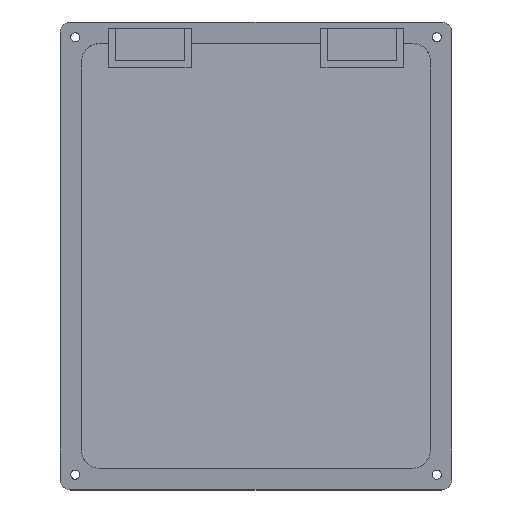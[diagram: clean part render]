
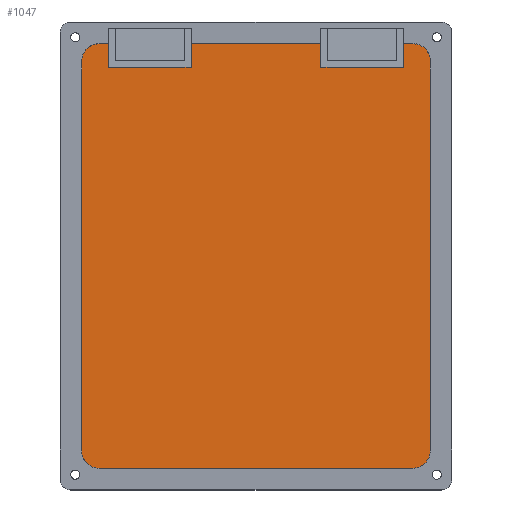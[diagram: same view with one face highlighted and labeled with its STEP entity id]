
A CAD part, top view. The second image highlights one B-rep face of the part: STEP entity #1047.
In plain terms, the highlighted planar face has unit normal (0, 0, 1).
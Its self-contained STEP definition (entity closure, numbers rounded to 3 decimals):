
#28=PLANE('',#1122);
#72=FACE_OUTER_BOUND('',#131,.T.);
#131=EDGE_LOOP('',(#730,#731,#732,#733,#734,#735,#736,#737,#738,#739,#740,
#741,#742,#743,#744,#745));
#216=LINE('',#1526,#336);
#217=LINE('',#1530,#337);
#218=LINE('',#1532,#338);
#219=LINE('',#1534,#339);
#220=LINE('',#1536,#340);
#221=LINE('',#1538,#341);
#222=LINE('',#1540,#342);
#223=LINE('',#1542,#343);
#224=LINE('',#1544,#344);
#225=LINE('',#1546,#345);
#226=LINE('',#1550,#346);
#227=LINE('',#1553,#347);
#336=VECTOR('',#1222,10.);
#337=VECTOR('',#1225,10.);
#338=VECTOR('',#1226,10.);
#339=VECTOR('',#1227,10.);
#340=VECTOR('',#1228,10.);
#341=VECTOR('',#1229,10.);
#342=VECTOR('',#1230,10.);
#343=VECTOR('',#1231,10.);
#344=VECTOR('',#1232,10.);
#345=VECTOR('',#1233,10.);
#346=VECTOR('',#1236,10.);
#347=VECTOR('',#1239,10.);
#454=CIRCLE('',#1120,4.);
#455=CIRCLE('',#1123,4.);
#456=CIRCLE('',#1124,4.);
#457=CIRCLE('',#1125,4.);
#474=VERTEX_POINT('',#1516);
#475=VERTEX_POINT('',#1517);
#478=VERTEX_POINT('',#1525);
#479=VERTEX_POINT('',#1527);
#480=VERTEX_POINT('',#1529);
#481=VERTEX_POINT('',#1531);
#482=VERTEX_POINT('',#1533);
#483=VERTEX_POINT('',#1535);
#484=VERTEX_POINT('',#1537);
#485=VERTEX_POINT('',#1539);
#486=VERTEX_POINT('',#1541);
#487=VERTEX_POINT('',#1543);
#488=VERTEX_POINT('',#1545);
#489=VERTEX_POINT('',#1547);
#490=VERTEX_POINT('',#1549);
#491=VERTEX_POINT('',#1551);
#574=EDGE_CURVE('',#474,#475,#454,.T.);
#578=EDGE_CURVE('',#478,#475,#216,.T.);
#579=EDGE_CURVE('',#478,#479,#455,.T.);
#580=EDGE_CURVE('',#480,#479,#217,.T.);
#581=EDGE_CURVE('',#480,#481,#218,.T.);
#582=EDGE_CURVE('',#481,#482,#219,.T.);
#583=EDGE_CURVE('',#482,#483,#220,.T.);
#584=EDGE_CURVE('',#484,#483,#221,.T.);
#585=EDGE_CURVE('',#484,#485,#222,.T.);
#586=EDGE_CURVE('',#485,#486,#223,.T.);
#587=EDGE_CURVE('',#486,#487,#224,.T.);
#588=EDGE_CURVE('',#488,#487,#225,.T.);
#589=EDGE_CURVE('',#488,#489,#456,.T.);
#590=EDGE_CURVE('',#489,#490,#226,.T.);
#591=EDGE_CURVE('',#490,#491,#457,.T.);
#592=EDGE_CURVE('',#491,#474,#227,.T.);
#730=ORIENTED_EDGE('',*,*,#574,.T.);
#731=ORIENTED_EDGE('',*,*,#578,.F.);
#732=ORIENTED_EDGE('',*,*,#579,.T.);
#733=ORIENTED_EDGE('',*,*,#580,.F.);
#734=ORIENTED_EDGE('',*,*,#581,.T.);
#735=ORIENTED_EDGE('',*,*,#582,.T.);
#736=ORIENTED_EDGE('',*,*,#583,.T.);
#737=ORIENTED_EDGE('',*,*,#584,.F.);
#738=ORIENTED_EDGE('',*,*,#585,.T.);
#739=ORIENTED_EDGE('',*,*,#586,.T.);
#740=ORIENTED_EDGE('',*,*,#587,.T.);
#741=ORIENTED_EDGE('',*,*,#588,.F.);
#742=ORIENTED_EDGE('',*,*,#589,.T.);
#743=ORIENTED_EDGE('',*,*,#590,.T.);
#744=ORIENTED_EDGE('',*,*,#591,.T.);
#745=ORIENTED_EDGE('',*,*,#592,.T.);
#1047=ADVANCED_FACE('',(#72),#28,.T.);
#1120=AXIS2_PLACEMENT_3D('',#1518,#1214,#1215);
#1122=AXIS2_PLACEMENT_3D('',#1524,#1220,#1221);
#1123=AXIS2_PLACEMENT_3D('',#1528,#1223,#1224);
#1124=AXIS2_PLACEMENT_3D('',#1548,#1234,#1235);
#1125=AXIS2_PLACEMENT_3D('',#1552,#1237,#1238);
#1214=DIRECTION('center_axis',(0.,0.,1.));
#1215=DIRECTION('ref_axis',(0.707,-0.707,0.));
#1220=DIRECTION('center_axis',(0.,0.,1.));
#1221=DIRECTION('ref_axis',(0.,-1.,0.));
#1222=DIRECTION('',(0.,-1.,0.));
#1223=DIRECTION('center_axis',(0.,0.,1.));
#1224=DIRECTION('ref_axis',(0.707,0.707,0.));
#1225=DIRECTION('',(1.,0.,0.));
#1226=DIRECTION('',(0.,-1.,0.));
#1227=DIRECTION('',(-1.,0.,0.));
#1228=DIRECTION('',(0.,1.,0.));
#1229=DIRECTION('',(1.,0.,0.));
#1230=DIRECTION('',(0.,-1.,0.));
#1231=DIRECTION('',(-1.,0.,0.));
#1232=DIRECTION('',(0.,1.,0.));
#1233=DIRECTION('',(1.,0.,0.));
#1234=DIRECTION('center_axis',(0.,0.,1.));
#1235=DIRECTION('ref_axis',(-0.707,0.707,0.));
#1236=DIRECTION('',(0.,-1.,0.));
#1237=DIRECTION('center_axis',(0.,0.,1.));
#1238=DIRECTION('ref_axis',(-0.707,-0.707,0.));
#1239=DIRECTION('',(1.,0.,0.));
#1516=CARTESIAN_POINT('',(36.233,-41.44,10.));
#1517=CARTESIAN_POINT('',(40.233,-37.44,10.));
#1518=CARTESIAN_POINT('Origin',(36.233,-37.44,10.));
#1524=CARTESIAN_POINT('Origin',(-44.992,56.567,10.));
#1525=CARTESIAN_POINT('',(40.233,52.567,10.));
#1526=CARTESIAN_POINT('',(40.233,32.065,10.));
#1527=CARTESIAN_POINT('',(36.233,56.567,10.));
#1528=CARTESIAN_POINT('Origin',(36.233,52.567,10.));
#1529=CARTESIAN_POINT('',(33.999,56.567,10.));
#1530=CARTESIAN_POINT('',(-44.992,56.567,10.));
#1531=CARTESIAN_POINT('',(33.999,51.117,10.));
#1532=CARTESIAN_POINT('',(33.999,58.317,10.));
#1533=CARTESIAN_POINT('',(14.999,51.117,10.));
#1534=CARTESIAN_POINT('',(-10.247,51.117,10.));
#1535=CARTESIAN_POINT('',(14.999,56.567,10.));
#1536=CARTESIAN_POINT('',(14.999,58.317,10.));
#1537=CARTESIAN_POINT('',(-15.008,56.567,10.));
#1538=CARTESIAN_POINT('',(-44.992,56.567,10.));
#1539=CARTESIAN_POINT('',(-15.008,51.117,10.));
#1540=CARTESIAN_POINT('',(-15.008,58.317,10.));
#1541=CARTESIAN_POINT('',(-34.008,51.117,10.));
#1542=CARTESIAN_POINT('',(-34.75,51.117,10.));
#1543=CARTESIAN_POINT('',(-34.008,56.567,10.));
#1544=CARTESIAN_POINT('',(-34.008,58.317,10.));
#1545=CARTESIAN_POINT('',(-36.242,56.567,10.));
#1546=CARTESIAN_POINT('',(-44.992,56.567,10.));
#1547=CARTESIAN_POINT('',(-40.242,52.567,10.));
#1548=CARTESIAN_POINT('Origin',(-36.242,52.567,10.));
#1549=CARTESIAN_POINT('',(-40.242,-37.44,10.));
#1550=CARTESIAN_POINT('',(-40.242,32.065,10.));
#1551=CARTESIAN_POINT('',(-36.242,-41.44,10.));
#1552=CARTESIAN_POINT('Origin',(-36.242,-37.44,10.));
#1553=CARTESIAN_POINT('',(-44.992,-41.44,10.));
